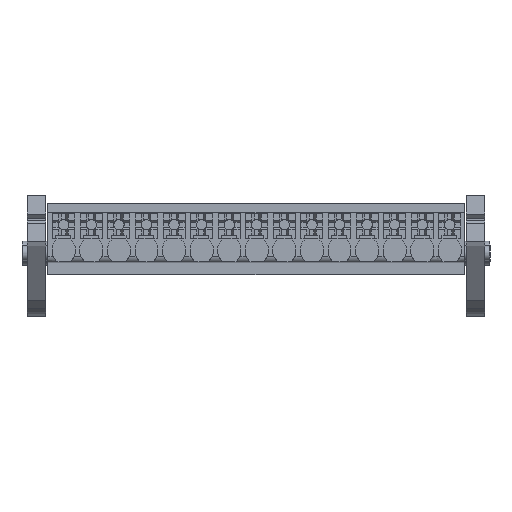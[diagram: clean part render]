
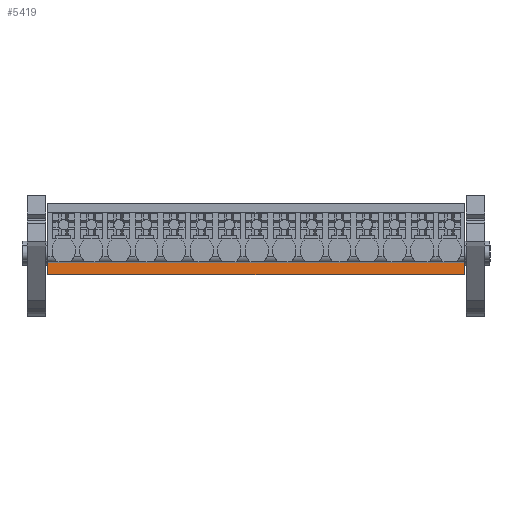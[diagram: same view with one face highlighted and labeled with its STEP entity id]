
A CAD part, top view. The second image highlights one B-rep face of the part: STEP entity #5419.
In plain terms, the highlighted planar face has unit normal (0, 0, 1).
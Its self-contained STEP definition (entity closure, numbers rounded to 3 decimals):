
#5399=AXIS2_PLACEMENT_3D('Plane Axis2P3D',#5396,#5397,#5398) ;
#105=CARTESIAN_POINT('Vertex',(3.25,5.297,20.4)) ;
#108=CARTESIAN_POINT('Line Origine',(3.25,6.06,20.4)) ;
#112=CARTESIAN_POINT('Vertex',(3.25,6.822,20.4)) ;
#4797=CARTESIAN_POINT('Vertex',(56.15,5.297,20.4)) ;
#4800=CARTESIAN_POINT('Line Origine',(29.7,5.297,20.4)) ;
#5396=CARTESIAN_POINT('Axis2P3D Location',(41.93,6.822,20.4)) ;
#5401=CARTESIAN_POINT('Line Origine',(56.15,6.059,20.4)) ;
#5405=CARTESIAN_POINT('Vertex',(56.15,6.822,20.4)) ;
#5408=CARTESIAN_POINT('Line Origine',(29.7,6.822,20.4)) ;
#109=DIRECTION('Vector Direction',(0.,1.,0.)) ;
#4801=DIRECTION('Vector Direction',(1.,0.,0.)) ;
#5397=DIRECTION('Axis2P3D Direction',(-0.,0.,1.)) ;
#5398=DIRECTION('Axis2P3D XDirection',(0.,-1.,0.)) ;
#5402=DIRECTION('Vector Direction',(0.,-1.,0.)) ;
#5409=DIRECTION('Vector Direction',(-1.,0.,0.)) ;
#110=VECTOR('Line Direction',#109,1.) ;
#4802=VECTOR('Line Direction',#4801,1.) ;
#5403=VECTOR('Line Direction',#5402,1.) ;
#5410=VECTOR('Line Direction',#5409,1.) ;
#5414=ORIENTED_EDGE('',*,*,#4804,.T.) ;
#5415=ORIENTED_EDGE('',*,*,#5407,.F.) ;
#5416=ORIENTED_EDGE('',*,*,#5412,.T.) ;
#5417=ORIENTED_EDGE('',*,*,#114,.T.) ;
#5419=ADVANCED_FACE('HOUSING',(#5418),#5400,.T.) ;
#114=EDGE_CURVE('',#113,#106,#111,.F.) ;
#4804=EDGE_CURVE('',#106,#4798,#4803,.T.) ;
#5407=EDGE_CURVE('',#5406,#4798,#5404,.T.) ;
#5412=EDGE_CURVE('',#5406,#113,#5411,.T.) ;
#5413=EDGE_LOOP('',(#5414,#5415,#5416,#5417)) ;
#5418=FACE_OUTER_BOUND('',#5413,.T.) ;
#111=LINE('Line',#108,#110) ;
#4803=LINE('Line',#4800,#4802) ;
#5404=LINE('Line',#5401,#5403) ;
#5411=LINE('Line',#5408,#5410) ;
#5400=PLANE('',#5399) ;
#106=VERTEX_POINT('',#105) ;
#113=VERTEX_POINT('',#112) ;
#4798=VERTEX_POINT('',#4797) ;
#5406=VERTEX_POINT('',#5405) ;
